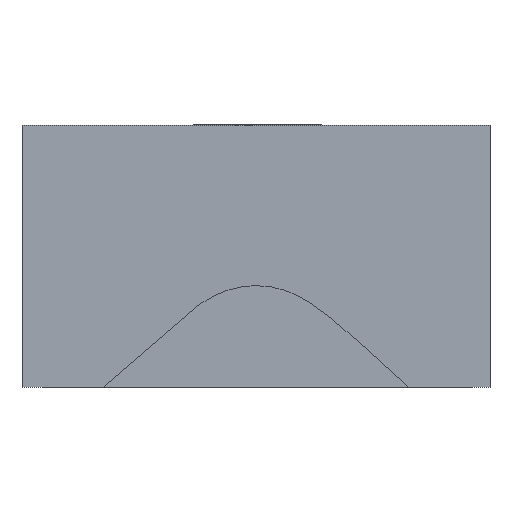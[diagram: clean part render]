
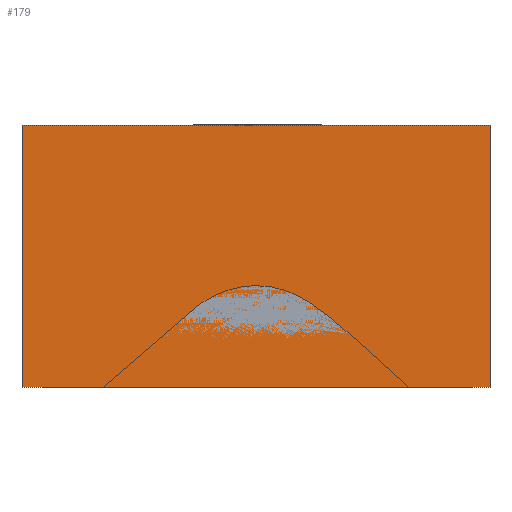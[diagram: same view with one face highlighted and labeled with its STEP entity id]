
A CAD part, front view. The second image highlights one B-rep face of the part: STEP entity #179.
In plain terms, the highlighted planar face has unit normal (0, -1, 0).
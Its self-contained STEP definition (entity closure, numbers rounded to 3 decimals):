
#27=FACE_OUTER_BOUND('',#38,.T.);
#38=EDGE_LOOP('',(#150,#151,#152,#153));
#43=LINE('',#7377,#56);
#51=LINE('',#7392,#64);
#52=LINE('',#7394,#65);
#53=LINE('',#7395,#66);
#56=VECTOR('',#218,10.);
#64=VECTOR('',#230,10.);
#65=VECTOR('',#233,10.);
#66=VECTOR('',#234,10.);
#85=VERTEX_POINT('',#7373);
#87=VERTEX_POINT('',#7376);
#91=VERTEX_POINT('',#7388);
#92=VERTEX_POINT('',#7390);
#105=EDGE_CURVE('',#85,#87,#43,.T.);
#113=EDGE_CURVE('',#91,#92,#51,.T.);
#114=EDGE_CURVE('',#85,#91,#52,.T.);
#115=EDGE_CURVE('',#87,#92,#53,.T.);
#150=ORIENTED_EDGE('',*,*,#114,.T.);
#151=ORIENTED_EDGE('',*,*,#113,.T.);
#152=ORIENTED_EDGE('',*,*,#115,.F.);
#153=ORIENTED_EDGE('',*,*,#105,.F.);
#168=PLANE('',#203);
#179=ADVANCED_FACE('',(#27),#168,.T.);
#203=AXIS2_PLACEMENT_3D('',#7393,#231,#232);
#218=DIRECTION('',(0.,0.,1.));
#230=DIRECTION('',(0.,0.,1.));
#231=DIRECTION('center_axis',(0.,-1.,0.));
#232=DIRECTION('ref_axis',(1.,0.,0.));
#233=DIRECTION('',(1.,0.,0.));
#234=DIRECTION('',(1.,0.,0.));
#7373=CARTESIAN_POINT('',(-250.,0.,0.));
#7376=CARTESIAN_POINT('',(-250.,0.,280.));
#7377=CARTESIAN_POINT('',(-250.,0.,0.));
#7388=CARTESIAN_POINT('',(250.,0.,0.));
#7390=CARTESIAN_POINT('',(250.,0.,280.));
#7392=CARTESIAN_POINT('',(250.,0.,0.));
#7393=CARTESIAN_POINT('Origin',(-250.,0.,0.));
#7394=CARTESIAN_POINT('',(0.,0.,0.));
#7395=CARTESIAN_POINT('',(0.,0.,280.));
